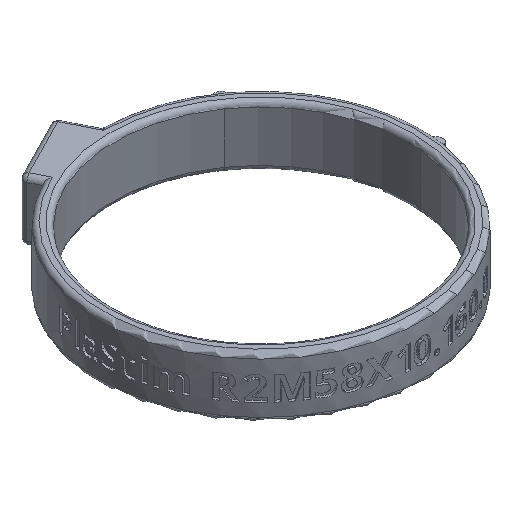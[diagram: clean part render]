
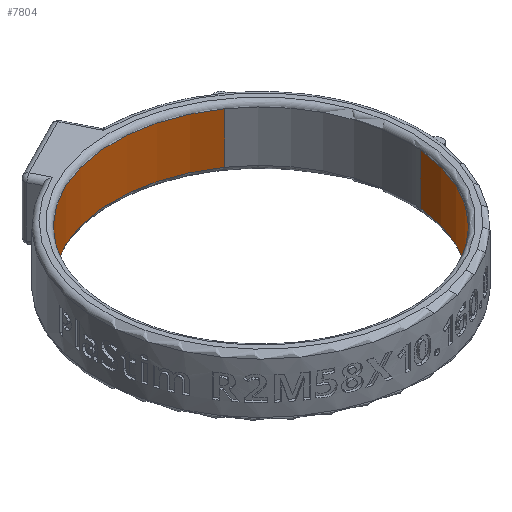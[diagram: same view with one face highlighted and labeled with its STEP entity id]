
A CAD part, isometric view. The second image highlights one B-rep face of the part: STEP entity #7804.
In plain terms, the highlighted cylindrical face has radius 29 mm (diameter 58 mm), a partial arc.
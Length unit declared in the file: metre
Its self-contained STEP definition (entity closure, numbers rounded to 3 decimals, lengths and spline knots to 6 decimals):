
#783=CYLINDRICAL_SURFACE('',#8300,0.029);
#886=CIRCLE('',#8295,0.029);
#889=CIRCLE('',#8299,0.029);
#1068=ORIENTED_EDGE('',*,*,#3543,.T.);
#1069=ORIENTED_EDGE('',*,*,#3552,.T.);
#1070=ORIENTED_EDGE('',*,*,#3550,.F.);
#1071=ORIENTED_EDGE('',*,*,#3553,.F.);
#3543=EDGE_CURVE('',#4783,#4785,#886,.T.);
#3550=EDGE_CURVE('',#4792,#4793,#889,.T.);
#3552=EDGE_CURVE('',#4785,#4793,#5606,.T.);
#3553=EDGE_CURVE('',#4783,#4792,#5607,.T.);
#4783=VERTEX_POINT('',#10355);
#4785=VERTEX_POINT('',#10359);
#4792=VERTEX_POINT('',#10374);
#4793=VERTEX_POINT('',#10376);
#5606=LINE('',#10379,#6119);
#5607=LINE('',#10380,#6120);
#6119=VECTOR('',#8834,1.);
#6120=VECTOR('',#8835,1.);
#6626=EDGE_LOOP('',(#1068,#1069,#1070,#1071));
#7138=FACE_BOUND('',#6626,.T.);
#7804=ADVANCED_FACE('',(#7138),#783,.F.);
#8295=AXIS2_PLACEMENT_3D('',#10360,#8817,#8818);
#8299=AXIS2_PLACEMENT_3D('',#10375,#8829,#8830);
#8300=AXIS2_PLACEMENT_3D('',#10378,#8832,#8833);
#8817=DIRECTION('',(0.,0.,1.));
#8818=DIRECTION('',(1.,0.,0.));
#8829=DIRECTION('',(0.,0.,1.));
#8830=DIRECTION('',(1.,0.,0.));
#8832=DIRECTION('',(0.,0.,-1.));
#8833=DIRECTION('',(-1.,0.,0.));
#8834=DIRECTION('',(0.,0.,-1.));
#8835=DIRECTION('',(0.,0.,-1.));
#10355=CARTESIAN_POINT('',(0.016634,0.023755,0.005));
#10359=CARTESIAN_POINT('',(0.02889,-0.002528,0.005));
#10360=CARTESIAN_POINT('',(0.,0.,0.005));
#10374=CARTESIAN_POINT('',(0.016634,0.023755,-0.005));
#10375=CARTESIAN_POINT('',(0.,0.,-0.005));
#10376=CARTESIAN_POINT('',(0.02889,-0.002528,-0.005));
#10378=CARTESIAN_POINT('',(0.,0.,0.005));
#10379=CARTESIAN_POINT('',(0.02889,-0.002528,0.005));
#10380=CARTESIAN_POINT('',(0.016634,0.023755,0.005));
